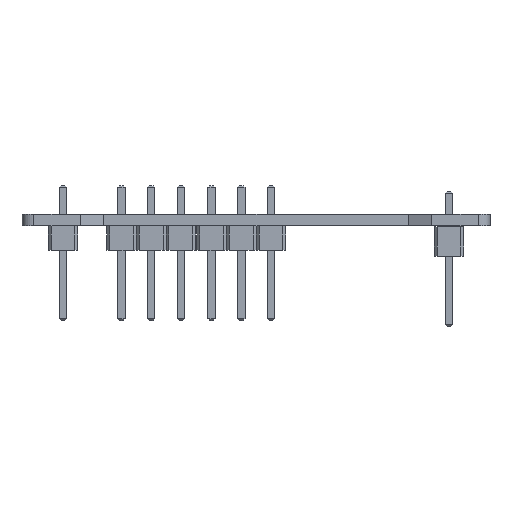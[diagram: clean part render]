
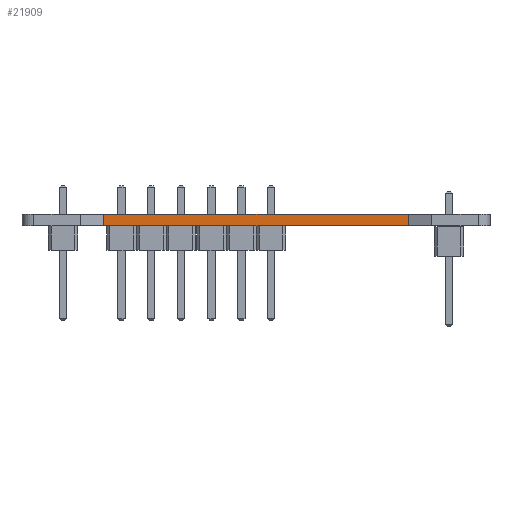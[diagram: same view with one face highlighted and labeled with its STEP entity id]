
A CAD part, left-side view. The second image highlights one B-rep face of the part: STEP entity #21909.
In plain terms, the highlighted planar face has unit normal (-1, 0, 0).
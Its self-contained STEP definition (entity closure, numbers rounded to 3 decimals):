
#18315 = PLANE('',#18316);
#18316 = AXIS2_PLACEMENT_3D('',#18317,#18318,#18319);
#18317 = CARTESIAN_POINT('',(143.3,-88.4,1.));
#18318 = DIRECTION('',(-0.,-0.,-1.));
#18319 = DIRECTION('',(-1.,0.,0.));
#18369 = PLANE('',#18370);
#18370 = AXIS2_PLACEMENT_3D('',#18371,#18372,#18373);
#18371 = CARTESIAN_POINT('',(143.3,-88.4,0.));
#18372 = DIRECTION('',(-0.,-0.,-1.));
#18373 = DIRECTION('',(-1.,0.,0.));
#19025 = VERTEX_POINT('',#19026);
#19026 = CARTESIAN_POINT('',(124.3,-101.4,0.));
#19040 = PLANE('',#19041);
#19041 = AXIS2_PLACEMENT_3D('',#19042,#19043,#19044);
#19042 = CARTESIAN_POINT('',(123.3,-103.4,0.));
#19043 = DIRECTION('',(-0.894,0.447,0.));
#19044 = DIRECTION('',(0.447,0.894,0.));
#19052 = EDGE_CURVE('',#19025,#19053,#19055,.T.);
#19053 = VERTEX_POINT('',#19054);
#19054 = CARTESIAN_POINT('',(124.3,-75.4,0.));
#19055 = SURFACE_CURVE('',#19056,(#19060,#19067),.PCURVE_S1.);
#19056 = LINE('',#19057,#19058);
#19057 = CARTESIAN_POINT('',(124.3,-101.4,0.));
#19058 = VECTOR('',#19059,1.);
#19059 = DIRECTION('',(0.,1.,0.));
#19060 = PCURVE('',#18369,#19061);
#19061 = DEFINITIONAL_REPRESENTATION('',(#19062),#19066);
#19062 = LINE('',#19063,#19064);
#19063 = CARTESIAN_POINT('',(19.,-13.));
#19064 = VECTOR('',#19065,1.);
#19065 = DIRECTION('',(0.,1.));
#19066 = ( GEOMETRIC_REPRESENTATION_CONTEXT(2) 
PARAMETRIC_REPRESENTATION_CONTEXT() REPRESENTATION_CONTEXT('2D SPACE',''
  ) );
#19067 = PCURVE('',#19068,#19073);
#19068 = PLANE('',#19069);
#19069 = AXIS2_PLACEMENT_3D('',#19070,#19071,#19072);
#19070 = CARTESIAN_POINT('',(124.3,-101.4,0.));
#19071 = DIRECTION('',(-1.,0.,0.));
#19072 = DIRECTION('',(0.,1.,0.));
#19073 = DEFINITIONAL_REPRESENTATION('',(#19074),#19078);
#19074 = LINE('',#19075,#19076);
#19075 = CARTESIAN_POINT('',(0.,0.));
#19076 = VECTOR('',#19077,1.);
#19077 = DIRECTION('',(1.,0.));
#19078 = ( GEOMETRIC_REPRESENTATION_CONTEXT(2) 
PARAMETRIC_REPRESENTATION_CONTEXT() REPRESENTATION_CONTEXT('2D SPACE',''
  ) );
#19096 = PLANE('',#19097);
#19097 = AXIS2_PLACEMENT_3D('',#19098,#19099,#19100);
#19098 = CARTESIAN_POINT('',(124.3,-75.4,0.));
#19099 = DIRECTION('',(-0.894,-0.447,0.));
#19100 = DIRECTION('',(-0.447,0.894,0.));
#20653 = VERTEX_POINT('',#20654);
#20654 = CARTESIAN_POINT('',(124.3,-101.4,1.));
#20675 = EDGE_CURVE('',#20653,#20676,#20678,.T.);
#20676 = VERTEX_POINT('',#20677);
#20677 = CARTESIAN_POINT('',(124.3,-75.4,1.));
#20678 = SURFACE_CURVE('',#20679,(#20683,#20690),.PCURVE_S1.);
#20679 = LINE('',#20680,#20681);
#20680 = CARTESIAN_POINT('',(124.3,-101.4,1.));
#20681 = VECTOR('',#20682,1.);
#20682 = DIRECTION('',(0.,1.,0.));
#20683 = PCURVE('',#18315,#20684);
#20684 = DEFINITIONAL_REPRESENTATION('',(#20685),#20689);
#20685 = LINE('',#20686,#20687);
#20686 = CARTESIAN_POINT('',(19.,-13.));
#20687 = VECTOR('',#20688,1.);
#20688 = DIRECTION('',(0.,1.));
#20689 = ( GEOMETRIC_REPRESENTATION_CONTEXT(2) 
PARAMETRIC_REPRESENTATION_CONTEXT() REPRESENTATION_CONTEXT('2D SPACE',''
  ) );
#20690 = PCURVE('',#19068,#20691);
#20691 = DEFINITIONAL_REPRESENTATION('',(#20692),#20696);
#20692 = LINE('',#20693,#20694);
#20693 = CARTESIAN_POINT('',(0.,-1.));
#20694 = VECTOR('',#20695,1.);
#20695 = DIRECTION('',(1.,0.));
#20696 = ( GEOMETRIC_REPRESENTATION_CONTEXT(2) 
PARAMETRIC_REPRESENTATION_CONTEXT() REPRESENTATION_CONTEXT('2D SPACE',''
  ) );
#21859 = EDGE_CURVE('',#19053,#20676,#21860,.T.);
#21860 = SURFACE_CURVE('',#21861,(#21865,#21872),.PCURVE_S1.);
#21861 = LINE('',#21862,#21863);
#21862 = CARTESIAN_POINT('',(124.3,-75.4,0.));
#21863 = VECTOR('',#21864,1.);
#21864 = DIRECTION('',(0.,0.,1.));
#21865 = PCURVE('',#19096,#21866);
#21866 = DEFINITIONAL_REPRESENTATION('',(#21867),#21871);
#21867 = LINE('',#21868,#21869);
#21868 = CARTESIAN_POINT('',(0.,0.));
#21869 = VECTOR('',#21870,1.);
#21870 = DIRECTION('',(0.,-1.));
#21871 = ( GEOMETRIC_REPRESENTATION_CONTEXT(2) 
PARAMETRIC_REPRESENTATION_CONTEXT() REPRESENTATION_CONTEXT('2D SPACE',''
  ) );
#21872 = PCURVE('',#19068,#21873);
#21873 = DEFINITIONAL_REPRESENTATION('',(#21874),#21878);
#21874 = LINE('',#21875,#21876);
#21875 = CARTESIAN_POINT('',(26.,0.));
#21876 = VECTOR('',#21877,1.);
#21877 = DIRECTION('',(0.,-1.));
#21878 = ( GEOMETRIC_REPRESENTATION_CONTEXT(2) 
PARAMETRIC_REPRESENTATION_CONTEXT() REPRESENTATION_CONTEXT('2D SPACE',''
  ) );
#21909 = ADVANCED_FACE('',(#21910),#19068,.T.);
#21910 = FACE_BOUND('',#21911,.T.);
#21911 = EDGE_LOOP('',(#21912,#21933,#21934,#21935));
#21912 = ORIENTED_EDGE('',*,*,#21913,.T.);
#21913 = EDGE_CURVE('',#19025,#20653,#21914,.T.);
#21914 = SURFACE_CURVE('',#21915,(#21919,#21926),.PCURVE_S1.);
#21915 = LINE('',#21916,#21917);
#21916 = CARTESIAN_POINT('',(124.3,-101.4,0.));
#21917 = VECTOR('',#21918,1.);
#21918 = DIRECTION('',(0.,0.,1.));
#21919 = PCURVE('',#19068,#21920);
#21920 = DEFINITIONAL_REPRESENTATION('',(#21921),#21925);
#21921 = LINE('',#21922,#21923);
#21922 = CARTESIAN_POINT('',(0.,0.));
#21923 = VECTOR('',#21924,1.);
#21924 = DIRECTION('',(0.,-1.));
#21925 = ( GEOMETRIC_REPRESENTATION_CONTEXT(2) 
PARAMETRIC_REPRESENTATION_CONTEXT() REPRESENTATION_CONTEXT('2D SPACE',''
  ) );
#21926 = PCURVE('',#19040,#21927);
#21927 = DEFINITIONAL_REPRESENTATION('',(#21928),#21932);
#21928 = LINE('',#21929,#21930);
#21929 = CARTESIAN_POINT('',(2.236,0.));
#21930 = VECTOR('',#21931,1.);
#21931 = DIRECTION('',(0.,-1.));
#21932 = ( GEOMETRIC_REPRESENTATION_CONTEXT(2) 
PARAMETRIC_REPRESENTATION_CONTEXT() REPRESENTATION_CONTEXT('2D SPACE',''
  ) );
#21933 = ORIENTED_EDGE('',*,*,#20675,.T.);
#21934 = ORIENTED_EDGE('',*,*,#21859,.F.);
#21935 = ORIENTED_EDGE('',*,*,#19052,.F.);
